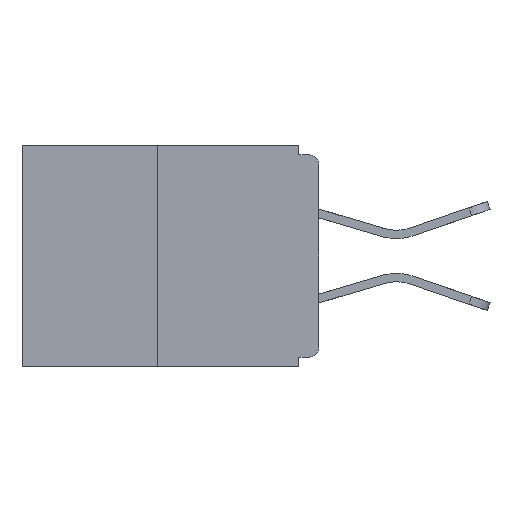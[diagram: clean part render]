
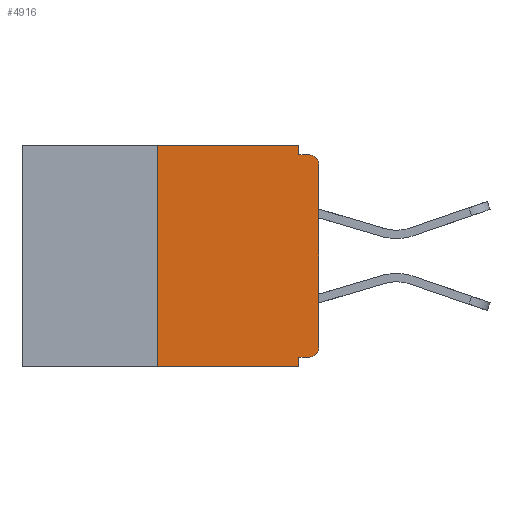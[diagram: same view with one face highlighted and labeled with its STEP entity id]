
A CAD part, left-side view. The second image highlights one B-rep face of the part: STEP entity #4916.
In plain terms, the highlighted planar face has unit normal (-1, 0, 0).
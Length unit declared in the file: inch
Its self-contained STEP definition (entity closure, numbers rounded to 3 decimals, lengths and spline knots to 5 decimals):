
#120 = CARTESIAN_POINT ( 'NONE',  ( 0., 0.015, -0.313 ) ) ;
#382 = DIRECTION ( 'NONE',  ( -1., 0., 0. ) ) ;
#801 = DIRECTION ( 'NONE',  ( 0., 0., 1. ) ) ;
#802 = DIRECTION ( 'NONE',  ( 0., 0., -1. ) ) ;
#872 = VERTEX_POINT ( 'NONE', #20504 ) ;
#883 = DIRECTION ( 'NONE',  ( 0., 0., 1. ) ) ;
#929 = DIRECTION ( 'NONE',  ( 0., -1., 0. ) ) ;
#1434 = LINE ( 'NONE', #10244, #11602 ) ;
#1844 = EDGE_CURVE ( 'NONE', #27041, #872, #3109, .T. ) ;
#2560 = ORIENTED_EDGE ( 'NONE', *, *, #9684, .T. ) ;
#2812 = DIRECTION ( 'NONE',  ( 1., 0., 0. ) ) ;
#3109 = LINE ( 'NONE', #7320, #25584 ) ;
#4026 = PLANE ( 'NONE',  #23212 ) ;
#4297 = EDGE_CURVE ( 'NONE', #25921, #24235, #1434, .T. ) ;
#4916 = ADVANCED_FACE ( 'NONE', ( #7274 ), #4026, .F. ) ;
#5794 = LINE ( 'NONE', #24243, #12074 ) ;
#6212 = CARTESIAN_POINT ( 'NONE',  ( 0., 0., -0.015 ) ) ;
#7254 = CARTESIAN_POINT ( 'NONE',  ( 0., 0.015, -0.328 ) ) ;
#7274 = FACE_OUTER_BOUND ( 'NONE', #26105, .T. ) ;
#7320 = CARTESIAN_POINT ( 'NONE',  ( 0., 0., -0.328 ) ) ;
#7627 = DIRECTION ( 'NONE',  ( 0., 0., -1. ) ) ;
#7807 = EDGE_CURVE ( 'NONE', #25189, #8525, #20011, .T. ) ;
#8084 = DIRECTION ( 'NONE',  ( 0., -1., 0. ) ) ;
#8525 = VERTEX_POINT ( 'NONE', #17279 ) ;
#9301 = EDGE_CURVE ( 'NONE', #872, #22797, #24216, .T. ) ;
#9635 = AXIS2_PLACEMENT_3D ( 'NONE', #12989, #382, #25971 ) ;
#9684 = EDGE_CURVE ( 'NONE', #12952, #10251, #10320, .T. ) ;
#9776 = VECTOR ( 'NONE', #19643, 39.37008 ) ;
#10244 = CARTESIAN_POINT ( 'NONE',  ( 0., 0.031, 0. ) ) ;
#10251 = VERTEX_POINT ( 'NONE', #14060 ) ;
#10320 = CIRCLE ( 'NONE', #9635, 0.015 ) ;
#11188 = CARTESIAN_POINT ( 'NONE',  ( 0., 0.25, 0. ) ) ;
#11324 = VECTOR ( 'NONE', #801, 39.37008 ) ;
#11602 = VECTOR ( 'NONE', #25113, 39.37008 ) ;
#11878 = CARTESIAN_POINT ( 'NONE',  ( 0., 0.031, -0.343 ) ) ;
#12074 = VECTOR ( 'NONE', #929, 39.37008 ) ;
#12530 = ORIENTED_EDGE ( 'NONE', *, *, #1844, .F. ) ;
#12811 = DIRECTION ( 'NONE',  ( -1., 0., 0. ) ) ;
#12940 = VERTEX_POINT ( 'NONE', #14155 ) ;
#12952 = VERTEX_POINT ( 'NONE', #26776 ) ;
#12989 = CARTESIAN_POINT ( 'NONE',  ( 0., 0.015, -0.03 ) ) ;
#14060 = CARTESIAN_POINT ( 'NONE',  ( 0., 0.015, -0.015 ) ) ;
#14155 = CARTESIAN_POINT ( 'NONE',  ( 0., 0., -0.313 ) ) ;
#14355 = EDGE_CURVE ( 'NONE', #27041, #12940, #23314, .T. ) ;
#15427 = LINE ( 'NONE', #17523, #9776 ) ;
#16545 = ORIENTED_EDGE ( 'NONE', *, *, #21399, .F. ) ;
#17007 = LINE ( 'NONE', #26058, #11324 ) ;
#17279 = CARTESIAN_POINT ( 'NONE',  ( 0., 0.25, 0. ) ) ;
#17503 = ORIENTED_EDGE ( 'NONE', *, *, #25876, .T. ) ;
#17523 = CARTESIAN_POINT ( 'NONE',  ( 0., 0.46, 0. ) ) ;
#17975 = VECTOR ( 'NONE', #7627, 39.37008 ) ;
#19048 = LINE ( 'NONE', #6212, #26623 ) ;
#19194 = ORIENTED_EDGE ( 'NONE', *, *, #4297, .F. ) ;
#19643 = DIRECTION ( 'NONE',  ( 0., -1., 0. ) ) ;
#19861 = ORIENTED_EDGE ( 'NONE', *, *, #21469, .F. ) ;
#20011 = LINE ( 'NONE', #11188, #23013 ) ;
#20107 = DIRECTION ( 'NONE',  ( 0., 1., 0. ) ) ;
#20285 = CARTESIAN_POINT ( 'NONE',  ( 0., 0.031, -0.343 ) ) ;
#20504 = CARTESIAN_POINT ( 'NONE',  ( 0., 0.031, -0.328 ) ) ;
#21399 = EDGE_CURVE ( 'NONE', #8525, #25921, #15427, .T. ) ;
#21469 = EDGE_CURVE ( 'NONE', #24235, #10251, #19048, .T. ) ;
#21662 = CARTESIAN_POINT ( 'NONE',  ( 0., 0.46, 0. ) ) ;
#22797 = VERTEX_POINT ( 'NONE', #20285 ) ;
#22918 = ORIENTED_EDGE ( 'NONE', *, *, #14355, .T. ) ;
#23013 = VECTOR ( 'NONE', #883, 39.37008 ) ;
#23212 = AXIS2_PLACEMENT_3D ( 'NONE', #21662, #2812, #802 ) ;
#23314 = CIRCLE ( 'NONE', #24619, 0.015 ) ;
#23352 = DIRECTION ( 'NONE',  ( 0., 0., -1. ) ) ;
#23810 = CARTESIAN_POINT ( 'NONE',  ( 0., 0.031, -0.015 ) ) ;
#24070 = ORIENTED_EDGE ( 'NONE', *, *, #7807, .F. ) ;
#24115 = CARTESIAN_POINT ( 'NONE',  ( 0., 0.031, 0. ) ) ;
#24216 = LINE ( 'NONE', #11878, #17975 ) ;
#24235 = VERTEX_POINT ( 'NONE', #23810 ) ;
#24243 = CARTESIAN_POINT ( 'NONE',  ( 0., 0.46, -0.343 ) ) ;
#24395 = EDGE_CURVE ( 'NONE', #25189, #22797, #5794, .T. ) ;
#24619 = AXIS2_PLACEMENT_3D ( 'NONE', #120, #12811, #23352 ) ;
#24718 = ORIENTED_EDGE ( 'NONE', *, *, #9301, .F. ) ;
#25113 = DIRECTION ( 'NONE',  ( 0., 0., -1. ) ) ;
#25189 = VERTEX_POINT ( 'NONE', #26795 ) ;
#25584 = VECTOR ( 'NONE', #20107, 39.37008 ) ;
#25684 = ORIENTED_EDGE ( 'NONE', *, *, #24395, .T. ) ;
#25876 = EDGE_CURVE ( 'NONE', #12940, #12952, #17007, .T. ) ;
#25921 = VERTEX_POINT ( 'NONE', #24115 ) ;
#25971 = DIRECTION ( 'NONE',  ( 0., 0., -1. ) ) ;
#26058 = CARTESIAN_POINT ( 'NONE',  ( 0., 0., 0. ) ) ;
#26105 = EDGE_LOOP ( 'NONE', ( #16545, #24070, #25684, #24718, #12530, #22918, #17503, #2560, #19861, #19194 ) ) ;
#26623 = VECTOR ( 'NONE', #8084, 39.37008 ) ;
#26776 = CARTESIAN_POINT ( 'NONE',  ( 0., 0., -0.03 ) ) ;
#26795 = CARTESIAN_POINT ( 'NONE',  ( 0., 0.25, -0.343 ) ) ;
#27041 = VERTEX_POINT ( 'NONE', #7254 ) ;
